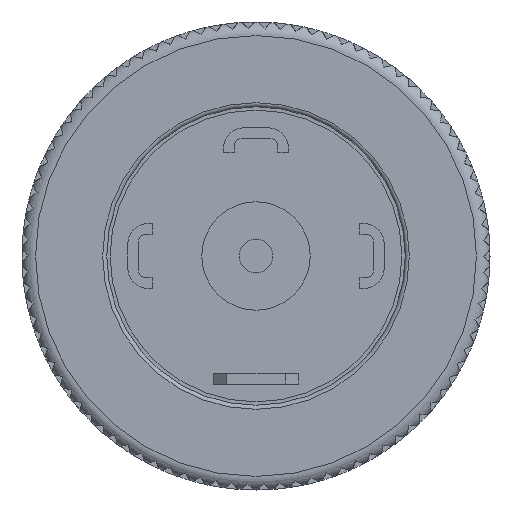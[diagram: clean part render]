
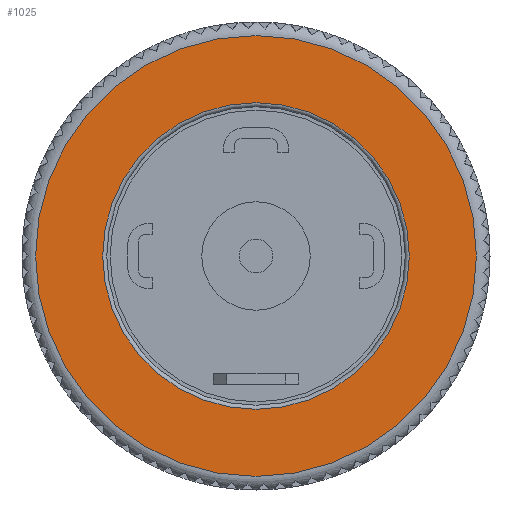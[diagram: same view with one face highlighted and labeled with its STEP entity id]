
A CAD part, front view. The second image highlights one B-rep face of the part: STEP entity #1025.
In plain terms, the highlighted planar face has unit normal (0, -1, 0).
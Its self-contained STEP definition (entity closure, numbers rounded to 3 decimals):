
#1025 = ADVANCED_FACE( '', ( #2145, #2146 ), #2147, .T. );
#2145 = FACE_OUTER_BOUND( '', #3324, .T. );
#2146 = FACE_BOUND( '', #3325, .T. );
#2147 = PLANE( '', #3326 );
#3324 = EDGE_LOOP( '', ( #6229 ) );
#3325 = EDGE_LOOP( '', ( #6230 ) );
#3326 = AXIS2_PLACEMENT_3D( '', #6231, #6232, #6233 );
#6229 = ORIENTED_EDGE( '', *, *, #8005, .T. );
#6230 = ORIENTED_EDGE( '', *, *, #8320, .T. );
#6231 = CARTESIAN_POINT( '', ( 0., -85.35, 0. ) );
#6232 = DIRECTION( '', ( 0., -1., 0. ) );
#6233 = DIRECTION( '', ( 1., 0., 0. ) );
#8005 = EDGE_CURVE( '', #9977, #9977, #9978, .T. );
#8320 = EDGE_CURVE( '', #10397, #10397, #10398, .T. );
#9977 = VERTEX_POINT( '', #13345 );
#9978 = CIRCLE( '', #13346, 16.25 );
#10397 = VERTEX_POINT( '', #14257 );
#10398 = CIRCLE( '', #14258, 11.3 );
#13345 = CARTESIAN_POINT( '', ( 0., -85.35, -16.25 ) );
#13346 = AXIS2_PLACEMENT_3D( '', #15288, #15289, #15290 );
#14257 = CARTESIAN_POINT( '', ( 0., -85.35, -11.3 ) );
#14258 = AXIS2_PLACEMENT_3D( '', #15677, #15678, #15679 );
#15288 = CARTESIAN_POINT( '', ( 0., -85.35, 0. ) );
#15289 = DIRECTION( '', ( 0., -1., 0. ) );
#15290 = DIRECTION( '', ( 0., 0., -1. ) );
#15677 = CARTESIAN_POINT( '', ( 0., -85.35, 0. ) );
#15678 = DIRECTION( '', ( 0., 1., 0. ) );
#15679 = DIRECTION( '', ( 0., 0., -1. ) );
